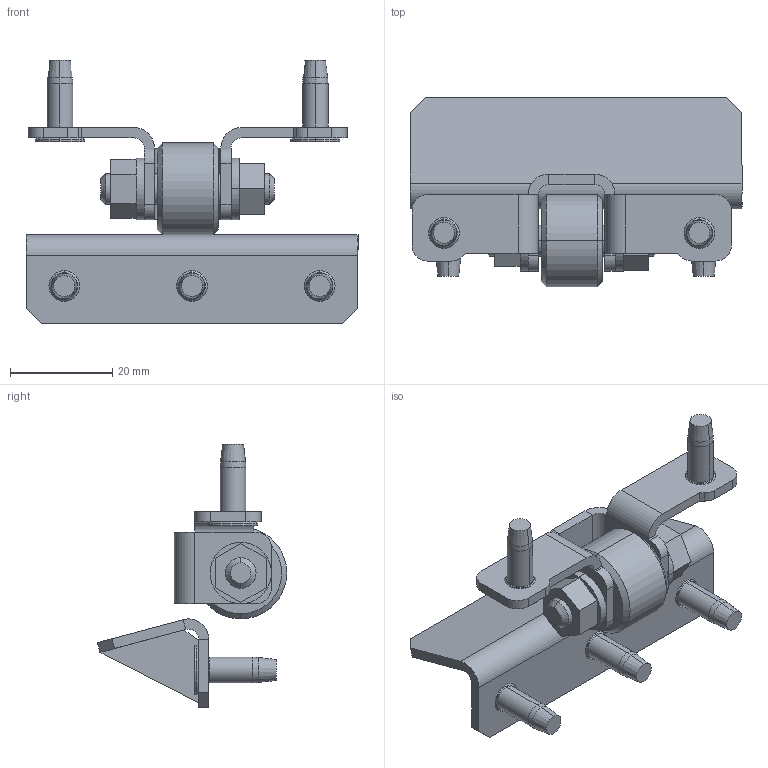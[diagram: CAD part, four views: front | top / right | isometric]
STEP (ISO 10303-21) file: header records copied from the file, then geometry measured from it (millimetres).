
FILE_DESCRIPTION (( 'STEP AP203' ), '1' );
FILE_NAME ('U3640020605 Ðîëèê îïîðíûé äëÿ äâåðè RS52 (000.801.364).STEP', '2022-04-25T07:07:25', ( '' ), ( '' ), 'SwSTEP 2.0', 'SolidWorks 2017', '' );
FILE_SCHEMA (( 'CONFIG_CONTROL_DESIGN' ));
Length unit declared in the file: millimetre
Products named in the file (11): 嵑殧趌11371_6; 016-98 Øïèëüêà; Âèíò DIN 7500 M_Œ5å16; 000.169.151 逄闉 豂錒罻; 016-99 ﾐ鸙韭; 029-351 扰鍙欙樥燲00; U3640020605 Ðîëèê îïîðíûé äëÿ äâåðè RS52 (000.801.364); 000.169.150 Ðîëèê â ñáîðå_00; 029-354 Îñíîâàíèå óïîðà ðîëèêà; 蹴濋趌5915_M6; 024-393 Ñòåíêà óïîðà ðîëèêà
Assembly tree (17 placements, depth 3):
  U3640020605 Ðîëèê îïîðíûé äëÿ äâåðè RS52 (000.801.364)
    000.169.150 Ðîëèê â ñáîðå_00
      029-351 扰鍙欙樥燲00
      016-99 ﾐ鸙韭
      嵑殧趌11371_6  x2
      蹴濋趌5915_M6  x2
      016-98 Øïèëüêà
      Âèíò DIN 7500 M_Œ5å16  x2
    000.169.151 逄闉 豂錒罻
      029-354 Îñíîâàíèå óïîðà ðîëèêà
      024-393 Ñòåíêà óïîðà ðîëèêà  x2
      Âèíò DIN 7500 M_Œ5å16  x3
Bounding box: 65 x 37.09 x 51.59 mm (x, y, z)
Volume: 13645.3 mm3; surface area: 13991.9 mm2
Topology: 15 solids, 15 shells, 311 faces, 724 edges, 448 vertices
Faces by surface type: plane 161, cylinder 92, cone 38, torus 20
Entity records: 6067 total; most frequent: DIRECTION 890, CARTESIAN_POINT 799, ORIENTED_EDGE 760, EDGE_CURVE 380, AXIS2_PLACEMENT_3D 323, VECTOR 244, LINE 244, VERTEX_POINT 232
